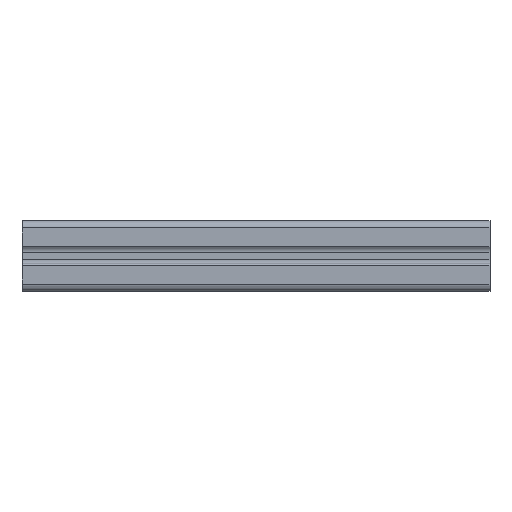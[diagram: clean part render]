
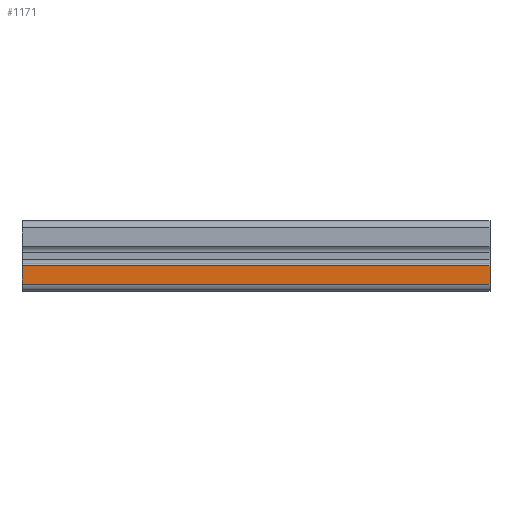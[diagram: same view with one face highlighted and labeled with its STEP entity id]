
A CAD part, left-side view. The second image highlights one B-rep face of the part: STEP entity #1171.
In plain terms, the highlighted planar face has unit normal (-1, 0, 0).
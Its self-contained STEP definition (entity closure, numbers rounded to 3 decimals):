
#94 = EDGE_CURVE ( 'NONE', #1534, #1637, #1496, .T. ) ;
#141 = AXIS2_PLACEMENT_3D ( 'NONE', #2394, #731, #2581 ) ;
#205 = LINE ( 'NONE', #2567, #2230 ) ;
#412 = CARTESIAN_POINT ( 'NONE',  ( -15., 0., -12. ) ) ;
#489 = PLANE ( 'NONE',  #141 ) ;
#492 = VERTEX_POINT ( 'NONE', #412 ) ;
#500 = VERTEX_POINT ( 'NONE', #640 ) ;
#503 = ORIENTED_EDGE ( 'NONE', *, *, #1540, .T. ) ;
#640 = CARTESIAN_POINT ( 'NONE',  ( -15., 0., -4.175 ) ) ;
#654 = ORIENTED_EDGE ( 'NONE', *, *, #94, .F. ) ;
#731 = DIRECTION ( 'NONE',  ( -1., 0., 0. ) ) ;
#841 = DIRECTION ( 'NONE',  ( 0., 1., 0. ) ) ;
#862 = LINE ( 'NONE', #1666, #1562 ) ;
#968 = LINE ( 'NONE', #1902, #2036 ) ;
#1047 = ORIENTED_EDGE ( 'NONE', *, *, #1685, .T. ) ;
#1055 = EDGE_CURVE ( 'NONE', #1534, #492, #968, .T. ) ;
#1171 = ADVANCED_FACE ( 'NONE', ( #1708 ), #489, .T. ) ;
#1270 = CARTESIAN_POINT ( 'NONE',  ( -15., 200., -4.175 ) ) ;
#1496 = LINE ( 'NONE', #2366, #1530 ) ;
#1530 = VECTOR ( 'NONE', #1937, 1000. ) ;
#1534 = VERTEX_POINT ( 'NONE', #1686 ) ;
#1540 = EDGE_CURVE ( 'NONE', #500, #1637, #862, .T. ) ;
#1562 = VECTOR ( 'NONE', #841, 1000. ) ;
#1637 = VERTEX_POINT ( 'NONE', #1270 ) ;
#1666 = CARTESIAN_POINT ( 'NONE',  ( -15., 0., -4.175 ) ) ;
#1685 = EDGE_CURVE ( 'NONE', #492, #500, #205, .T. ) ;
#1686 = CARTESIAN_POINT ( 'NONE',  ( -15., 200., -12. ) ) ;
#1690 = EDGE_LOOP ( 'NONE', ( #1047, #503, #654, #2281 ) ) ;
#1708 = FACE_OUTER_BOUND ( 'NONE', #1690, .T. ) ;
#1724 = DIRECTION ( 'NONE',  ( 0., -1., 0. ) ) ;
#1902 = CARTESIAN_POINT ( 'NONE',  ( -15., 0., -12. ) ) ;
#1937 = DIRECTION ( 'NONE',  ( 0., 0., 1. ) ) ;
#2036 = VECTOR ( 'NONE', #1724, 1000. ) ;
#2126 = DIRECTION ( 'NONE',  ( 0., 0., 1. ) ) ;
#2230 = VECTOR ( 'NONE', #2126, 1000. ) ;
#2281 = ORIENTED_EDGE ( 'NONE', *, *, #1055, .T. ) ;
#2366 = CARTESIAN_POINT ( 'NONE',  ( -15., 200., 0. ) ) ;
#2394 = CARTESIAN_POINT ( 'NONE',  ( -15., 0., -12. ) ) ;
#2567 = CARTESIAN_POINT ( 'NONE',  ( -15., 0., 0. ) ) ;
#2581 = DIRECTION ( 'NONE',  ( 0., 0., 1. ) ) ;
